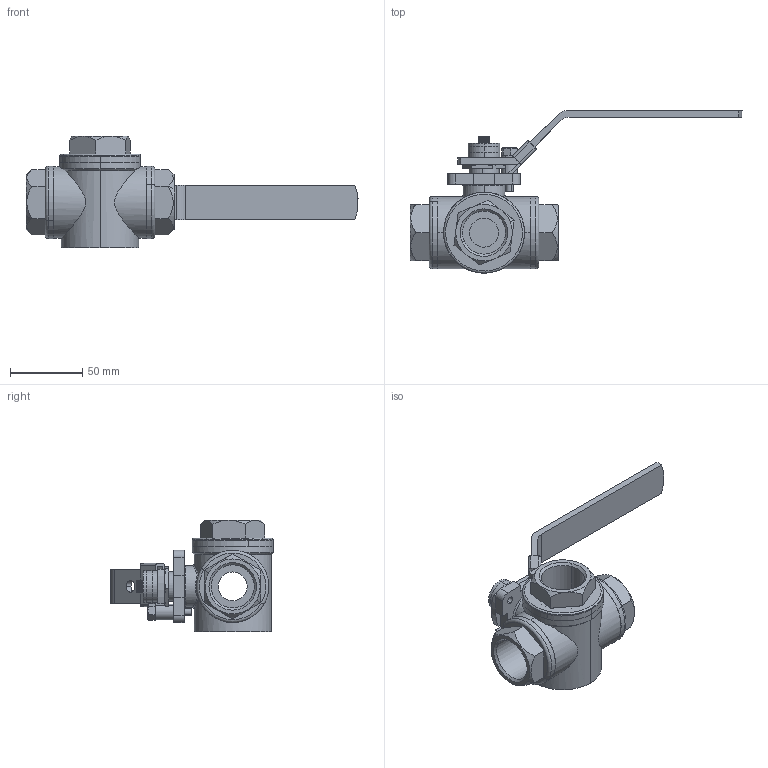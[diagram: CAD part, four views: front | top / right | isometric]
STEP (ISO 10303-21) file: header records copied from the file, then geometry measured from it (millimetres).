
FILE_DESCRIPTION((''),'2;1');
FILE_NAME('DN25_ASM','2015-02-13T',('Administrator'),(''),'PRO/ENGINEER BY PARAMETRIC TECHNOLOGY CORPORATION, 2011080','PRO/ENGINEER BY PARAMETRIC TECHNOLOGY CORPORATION, 2011080','');
FILE_SCHEMA(('CONFIG_CONTROL_DESIGN'));
Length unit declared in the file: millimetre
Products named in the file (14): PRT0084; PRT0085; PRT0086; PRT0087; PRT0088; PRT0089; PRT0090; PRT0091; PRT0092; PRT0093; PRT0094; PRT0095; PRT0096; DN25_ASM
Assembly tree (15 placements, depth 2):
  DN25_ASM
    PRT0084
    PRT0085
    PRT0086
    PRT0087
    PRT0088
    PRT0089  x2
    PRT0090
    PRT0091
    PRT0092
    PRT0093
    PRT0094
    PRT0095
    PRT0096  x2
Bounding box: 229.61 x 112.32 x 77.4 mm (x, y, z)
Volume: 114435.7 mm3; surface area: 89682.8 mm2
Topology: 14 solids, 15 shells, 428 faces, 1092 edges, 717 vertices
Faces by surface type: plane 233, cylinder 150, cone 31, torus 10, bspline 4
Entity records: 14166 total; most frequent: CARTESIAN_POINT 4306, ORIENTED_EDGE 2006, DIRECTION 1986, EDGE_CURVE 1008, AXIS2_PLACEMENT_3D 724, VERTEX_POINT 663, VECTOR 538, LINE 538
